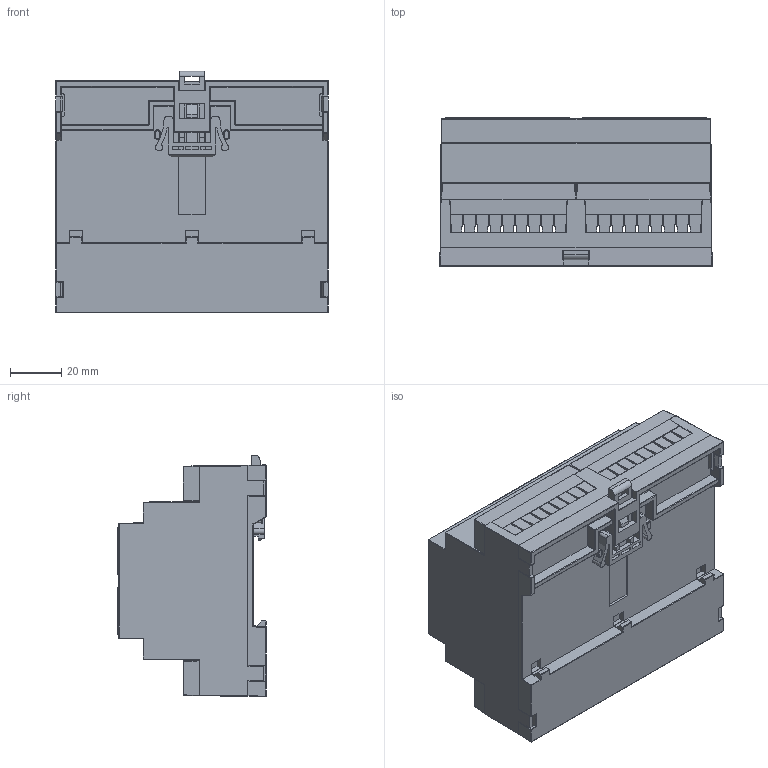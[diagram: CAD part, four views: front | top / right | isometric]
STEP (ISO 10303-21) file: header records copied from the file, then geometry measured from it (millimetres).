
FILE_DESCRIPTION((''),'2;1');
FILE_NAME('GAINTA_D6MG_ASM','2015-03-05T',('Oleg'),(''),'CREO PARAMETRIC BY PTC INC, 2014440','CREO PARAMETRIC BY PTC INC, 2014440','');
FILE_SCHEMA(('CONFIG_CONTROL_DESIGN'));
Length unit declared in the file: millimetre
Products named in the file (7): GAINTA_D6MG_BASE; D6MG_WALL_CLIP; PCB; GAINTA_D6MG-BODY; D6MG_COVER; D6MG_GUARD; GAINTA_D6MG_ASM
Assembly tree (9 placements, depth 2):
  GAINTA_D6MG_ASM
    GAINTA_D6MG_BASE
    D6MG_WALL_CLIP
    PCB
    GAINTA_D6MG-BODY
    D6MG_COVER
    D6MG_GUARD  x4
Bounding box: 106.73 x 58.03 x 94.47 mm (x, y, z)
Volume: 89143.6 mm3; surface area: 114749.9 mm2
Topology: 9 solids, 9 shells, 1723 faces, 4788 edges, 3122 vertices
Faces by surface type: plane 868, cylinder 492, torus 241, sphere 56, cone 36, bspline 30
Entity records: 34839 total; most frequent: CARTESIAN_POINT 8963, ORIENTED_EDGE 5536, DIRECTION 5073, EDGE_CURVE 2768, VECTOR 1987, LINE 1987, VERTEX_POINT 1741, AXIS2_PLACEMENT_3D 1543
